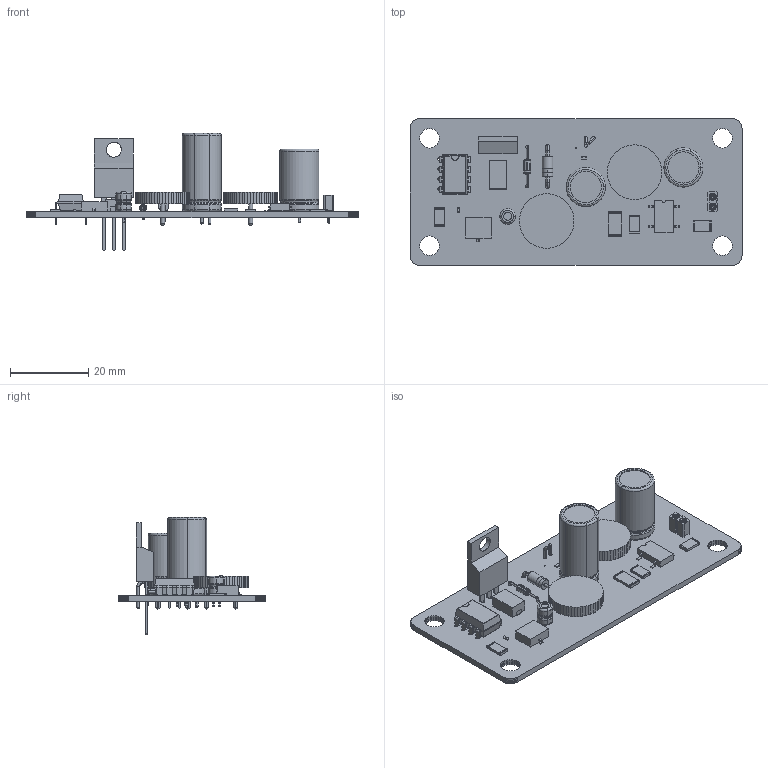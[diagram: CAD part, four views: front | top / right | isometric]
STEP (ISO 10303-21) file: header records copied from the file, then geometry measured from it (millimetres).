
FILE_DESCRIPTION(('PCB Model'),'2;1');
FILE_NAME( 'shem_model_1.STEP', '2020-05-25T12:55:49',('Work'),('Unspecified'), 'Open CASCADE STEP processor 6.8','Proteus','Unknown');
FILE_SCHEMA(('AUTOMOTIVE_DESIGN { 1 0 10303 214 1 1 1 1 }'));
Length unit declared in the file: millimetre
Products named in the file (75): Open CASCADE STEP translator 6.8 1; Layer_1; C1; Open CASCADE STEP translator 6.8 1.2.1; Body_1; C6; Open CASCADE STEP translator 6.8 1.3.1; R4; Open CASCADE STEP translator 6.8 1.4.1; Pin_1; Pin_2; L1; Open CASCADE STEP translator 6.8 1.5.1; BR1; Open CASCADE STEP translator 6.8 1.6.1; Pin_3; Pin_4; C2; Open CASCADE STEP translator 6.8 1.7.1; C4; C8; Open CASCADE STEP translator 6.8 1.9.1; D2; Open CASCADE STEP translator 6.8 1.10.1; D1; Open CASCADE STEP translator 6.8 1.11.1; C3; Open CASCADE STEP translator 6.8 1.12.1; R5; Open CASCADE STEP translator 6.8 1.13.1; R2; 555; Open CASCADE STEP translator 6.8 1.15.1; R3; R1; Open CASCADE STEP translator 6.8 1.17.1; RV2; Open CASCADE STEP translator 6.8 1.18.1; Q1; Open CASCADE STEP translator 6.8 1.19.1 ...
Assembly tree (77 placements, depth 4):
  Open CASCADE STEP translator 6.8 1
    Layer_1
    C1
      Open CASCADE STEP translator 6.8 1.2.1
        Body_1
    C6
      Open CASCADE STEP translator 6.8 1.3.1
        Body_1
    R4
      Open CASCADE STEP translator 6.8 1.4.1
        Body_1
        Pin_1
        Pin_2
    L1
      Open CASCADE STEP translator 6.8 1.5.1
        Body_1
        Pin_1
        Pin_2
    BR1
      Open CASCADE STEP translator 6.8 1.6.1
        Body_1
        Pin_1
        Pin_2
        Pin_3
        Pin_4
    C2
      Open CASCADE STEP translator 6.8 1.7.1
        Body_1
        Pin_1
        Pin_2
    C4
      Open CASCADE STEP translator 6.8 1.7.1
        Body_1
        Pin_1
        Pin_2
    C8
      Open CASCADE STEP translator 6.8 1.9.1
        Body_1
    D2
      Open CASCADE STEP translator 6.8 1.10.1
        Body_1
    D1
      Open CASCADE STEP translator 6.8 1.11.1
        Body_1
    C3
      Open CASCADE STEP translator 6.8 1.12.1
        Body_1
        Pin_1
        Pin_2
    R5
      Open CASCADE STEP translator 6.8 1.13.1
        Body_1
        Pin_1
        Pin_2
    R2
      Open CASCADE STEP translator 6.8 1.4.1
        Body_1
        Pin_1
        Pin_2
    555
Bounding box: 85 x 37.5 x 30.01 mm (x, y, z)
Volume: 9669.9 mm3; surface area: 11217.6 mm2
Topology: 46 solids, 46 shells, 1234 faces, 3431 edges, 2306 vertices
Faces by surface type: plane 801, cylinder 255, torus 112, cone 40, sphere 26
Entity records: 44704 total; most frequent: CARTESIAN_POINT 8202, ORIENTED_EDGE 6254, DIRECTION 5862, EDGE_CURVE 3127, VERTEX_POINT 2126, LINE 2054, VECTOR 2054, AXIS2_PLACEMENT_3D 1904
